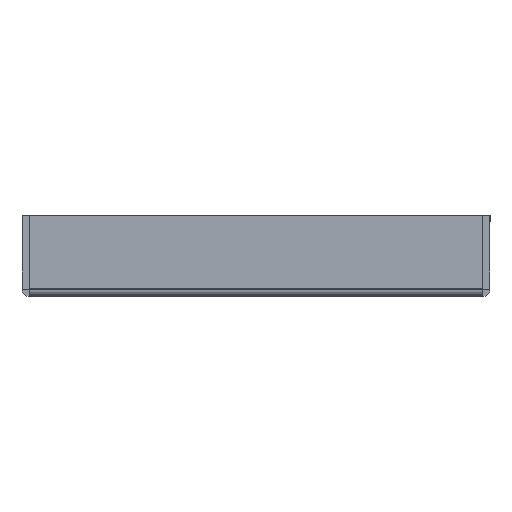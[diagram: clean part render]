
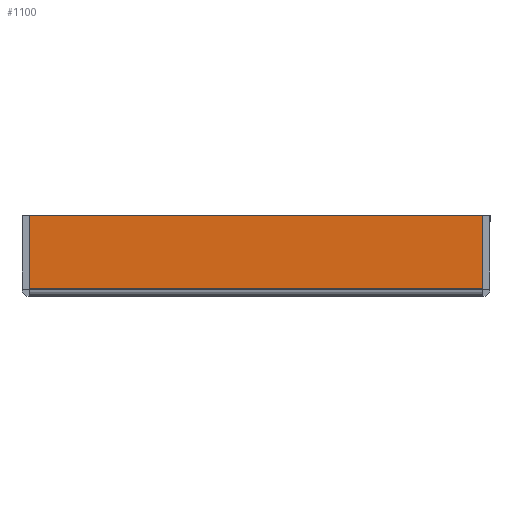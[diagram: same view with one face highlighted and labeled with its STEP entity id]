
A CAD part, left-side view. The second image highlights one B-rep face of the part: STEP entity #1100.
In plain terms, the highlighted planar face has unit normal (-1, 0, 0).
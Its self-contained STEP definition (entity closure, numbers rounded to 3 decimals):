
#24 = EDGE_CURVE ( 'NONE', #534, #527, #2352, .T. ) ;
#26 = EDGE_CURVE ( 'NONE', #534, #505, #2356, .T. ) ;
#27 = EDGE_CURVE ( 'NONE', #508, #527, #2350, .T. ) ;
#31 = EDGE_CURVE ( 'NONE', #505, #508, #2355, .T. ) ;
#118 = CARTESIAN_POINT ( 'NONE',  ( -948.5, -45.99, 1.6 ) ) ;
#126 = CARTESIAN_POINT ( 'NONE',  ( -948.5, 45.99, 1.6 ) ) ;
#150 = CARTESIAN_POINT ( 'NONE',  ( -948.5, 45.99, 16.5 ) ) ;
#154 = CARTESIAN_POINT ( 'NONE',  ( -948.5, -45.99, 16.5 ) ) ;
#350 = DIRECTION ( 'NONE',  ( 0., 1., 0. ) ) ;
#353 = CARTESIAN_POINT ( 'NONE',  ( -948.5, 45.99, 16.5 ) ) ;
#372 = DIRECTION ( 'NONE',  ( 0., 0., -1. ) ) ;
#377 = DIRECTION ( 'NONE',  ( 0., 0., 1. ) ) ;
#378 = CARTESIAN_POINT ( 'NONE',  ( -948.5, -45.99, 16.5 ) ) ;
#383 = CARTESIAN_POINT ( 'NONE',  ( -948.5, 45.99, 1.5 ) ) ;
#384 = DIRECTION ( 'NONE',  ( 0., 1., 0. ) ) ;
#394 = CARTESIAN_POINT ( 'NONE',  ( -948.5, -45.99, 1.6 ) ) ;
#505 = VERTEX_POINT ( 'NONE', #154 ) ;
#508 = VERTEX_POINT ( 'NONE', #150 ) ;
#527 = VERTEX_POINT ( 'NONE', #126 ) ;
#534 = VERTEX_POINT ( 'NONE', #118 ) ;
#833 = ORIENTED_EDGE ( 'NONE', *, *, #24, .F. ) ;
#885 = ORIENTED_EDGE ( 'NONE', *, *, #26, .T. ) ;
#911 = ORIENTED_EDGE ( 'NONE', *, *, #27, .T. ) ;
#924 = EDGE_LOOP ( 'NONE', ( #833, #885, #976, #911 ) ) ;
#976 = ORIENTED_EDGE ( 'NONE', *, *, #31, .T. ) ;
#1100 = ADVANCED_FACE ( 'NONE', ( #2992 ), #1354, .F. ) ;
#1354 = PLANE ( 'NONE',  #3679 ) ;
#1385 = CARTESIAN_POINT ( 'NONE',  ( -948.5, -45.99, 1.5 ) ) ;
#1592 = DIRECTION ( 'NONE',  ( 1., 0., 0. ) ) ;
#1595 = DIRECTION ( 'NONE',  ( 0., 0., -1. ) ) ;
#2342 = VECTOR ( 'NONE', #384, 1000. ) ;
#2347 = VECTOR ( 'NONE', #350, 1000. ) ;
#2350 = LINE ( 'NONE', #383, #2358 ) ;
#2352 = LINE ( 'NONE', #394, #2342 ) ;
#2355 = LINE ( 'NONE', #353, #2347 ) ;
#2356 = LINE ( 'NONE', #378, #2357 ) ;
#2357 = VECTOR ( 'NONE', #377, 1000. ) ;
#2358 = VECTOR ( 'NONE', #372, 1000. ) ;
#2992 = FACE_OUTER_BOUND ( 'NONE', #924, .T. ) ;
#3679 = AXIS2_PLACEMENT_3D ( 'NONE', #1385, #1592, #1595 ) ;
